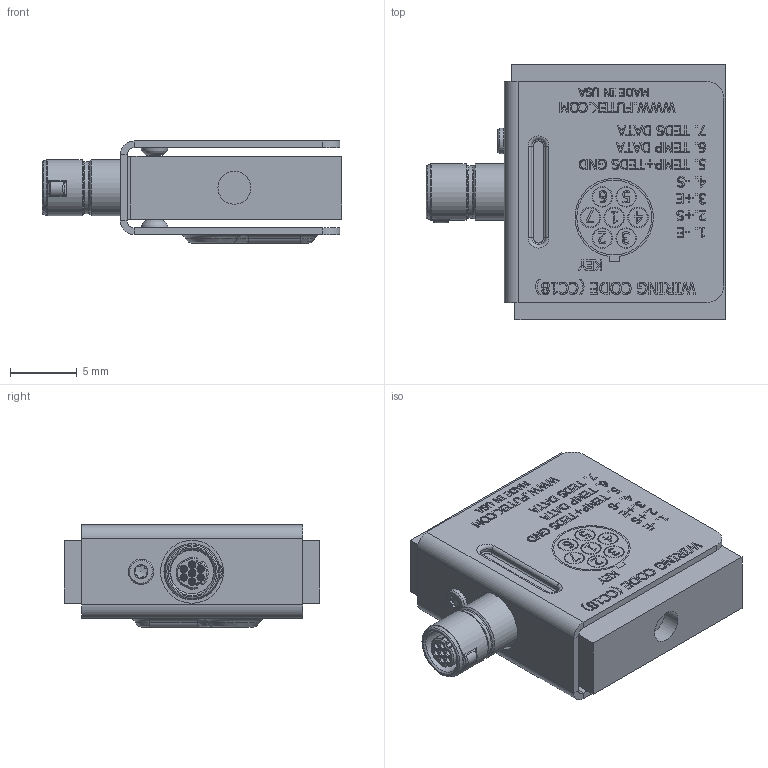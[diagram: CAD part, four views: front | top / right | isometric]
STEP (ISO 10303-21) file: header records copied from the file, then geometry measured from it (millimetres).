
FILE_DESCRIPTION(/* description */ ('LSB205 SIMPLIFIED'),/* implementation_level */ '2;1');
FILE_NAME(/* name */ 'LSB205 Simplified.stp',/* time_stamp */ '2023-03-21T08:27:19-07:00',/* author */ ('martini'),/* organization */ (''),/* preprocessor_version */ 'ST-DEVELOPER v18.1',/* originating_system */ 'Autodesk Inventor 2022',/* authorisation */ '');
FILE_SCHEMA (('AUTOMOTIVE_DESIGN { 1 0 10303 214 3 1 1 }'));
Products named in the file (1): LSB205 Simplified
Bounding box: 22.33 x 19.05 x 7.62 mm (x, y, z)
Volume: 1817.8 mm3; surface area: 2354.3 mm2
Topology: 2 solids, 2 shells, 2633 faces, 7239 edges, 4768 vertices
Faces by surface type: plane 1194, bspline 857, cylinder 241, cone 181, torus 155, sphere 5
Full cylindrical faces by diameter (mm): 0.508 x7, 1.422 x7, 1.524 x7, 1.9 x1, 2.464 x2, 2.653 x1, 3.302 x1, 3.886 x1, 4.191 x2, 4.699 x1, 5.588 x1
Entity records: 104956 total; most frequent: CARTESIAN_POINT 41629, ORIENTED_EDGE 14460, DIRECTION 10331, EDGE_CURVE 7230, VERTEX_POINT 4768, LINE 3849, VECTOR 3849, AXIS2_PLACEMENT_3D 3241
